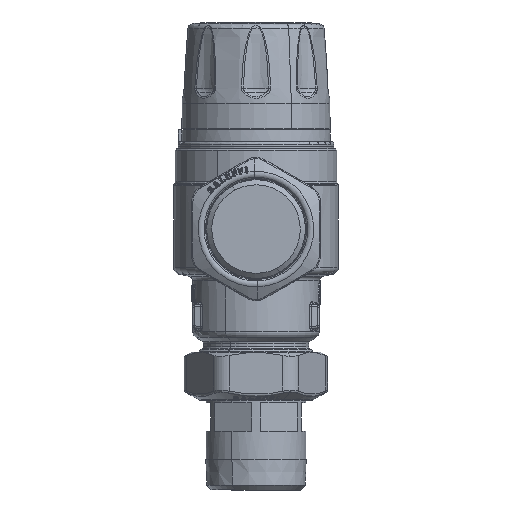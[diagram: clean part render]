
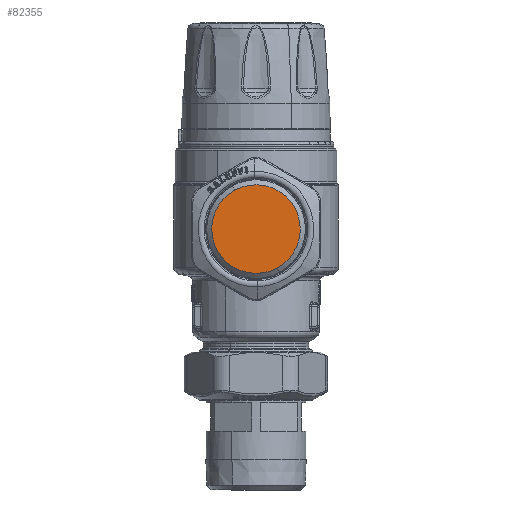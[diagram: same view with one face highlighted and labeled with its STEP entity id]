
A CAD part, front view. The second image highlights one B-rep face of the part: STEP entity #82355.
In plain terms, the highlighted planar face has unit normal (0, -1, 0).
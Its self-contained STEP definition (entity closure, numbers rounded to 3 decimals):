
#81996=CARTESIAN_POINT('Vertex',(-8.866,-104.5,49.279)) ;
#82012=CARTESIAN_POINT('Vertex',(8.866,-104.5,16.821)) ;
#82015=CARTESIAN_POINT('Axis2P3D Location',(0.,-104.5,33.05)) ;
#82290=CARTESIAN_POINT('Axis2P3D Location',(0.,-104.5,33.05)) ;
#82346=CARTESIAN_POINT('Axis2P3D Location',(0.,-104.5,12.492)) ;
#82016=DIRECTION('Axis2P3D Direction',(0.,-1.,0.)) ;
#82291=DIRECTION('Axis2P3D Direction',(0.,-1.,0.)) ;
#82347=DIRECTION('Axis2P3D Direction',(0.,-1.,0.)) ;
#82348=DIRECTION('Axis2P3D XDirection',(1.,0.,0.)) ;
#82017=AXIS2_PLACEMENT_3D('Circle Axis2P3D',#82015,#82016,$) ;
#82292=AXIS2_PLACEMENT_3D('Circle Axis2P3D',#82290,#82291,$) ;
#82349=AXIS2_PLACEMENT_3D('Plane Axis2P3D',#82346,#82347,#82348) ;
#82018=CIRCLE('generated circle',#82017,18.493) ;
#82293=CIRCLE('generated circle',#82292,18.493) ;
#82350=PLANE('',#82349) ;
#82019=EDGE_CURVE('',#81997,#82013,#82018,.T.) ;
#82294=EDGE_CURVE('',#82013,#81997,#82293,.T.) ;
#82352=ORIENTED_EDGE('',*,*,#82019,.T.) ;
#82353=ORIENTED_EDGE('',*,*,#82294,.T.) ;
#82351=EDGE_LOOP('',(#82352,#82353)) ;
#81997=VERTEX_POINT('',#81996) ;
#82013=VERTEX_POINT('',#82012) ;
#82355=ADVANCED_FACE('PartBody',(#82354),#82350,.T.) ;
#82354=FACE_OUTER_BOUND('',#82351,.T.) ;
